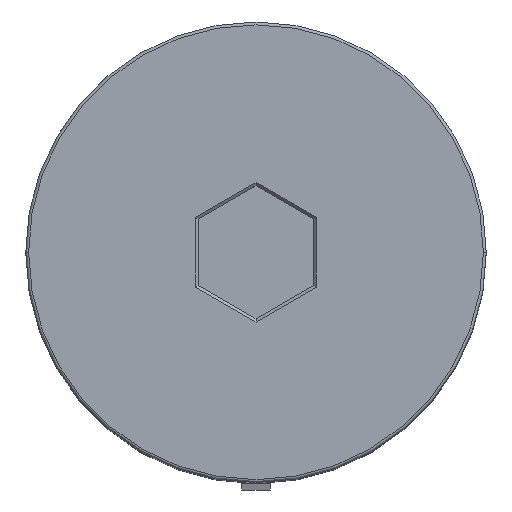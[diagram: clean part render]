
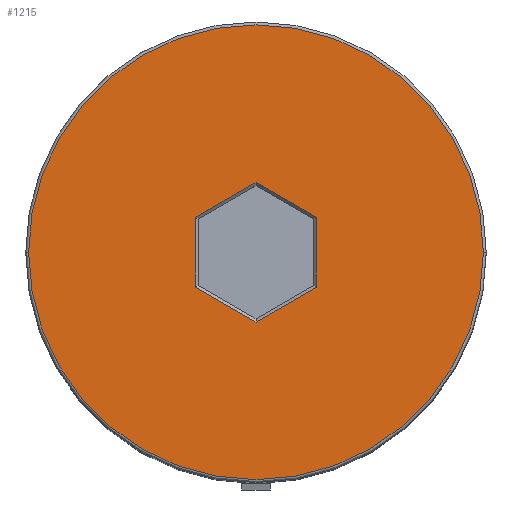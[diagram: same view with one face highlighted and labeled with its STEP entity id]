
A CAD part, top view. The second image highlights one B-rep face of the part: STEP entity #1215.
In plain terms, the highlighted planar face has unit normal (0, 0, 1).
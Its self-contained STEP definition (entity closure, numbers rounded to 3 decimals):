
#15 = CARTESIAN_POINT ( 'NONE',  ( 0., -2.425, 0. ) ) ;
#61 = AXIS2_PLACEMENT_3D ( 'NONE', #1405, #1049, #560 ) ;
#130 = DIRECTION ( 'NONE',  ( 1., 0., 0. ) ) ;
#154 = CARTESIAN_POINT ( 'NONE',  ( -2.1, 1.155, 0. ) ) ;
#169 = CARTESIAN_POINT ( 'NONE',  ( -7.9, 0., 0. ) ) ;
#176 = LINE ( 'NONE', #154, #571 ) ;
#237 = CARTESIAN_POINT ( 'NONE',  ( 0.05, -2.396, 0. ) ) ;
#286 = ORIENTED_EDGE ( 'NONE', *, *, #535, .T. ) ;
#312 = ORIENTED_EDGE ( 'NONE', *, *, #709, .T. ) ;
#389 = FACE_OUTER_BOUND ( 'NONE', #782, .T. ) ;
#444 = VERTEX_POINT ( 'NONE', #15 ) ;
#459 = EDGE_CURVE ( 'NONE', #444, #1909, #760, .T. ) ;
#535 = EDGE_CURVE ( 'NONE', #1399, #444, #1426, .T. ) ;
#560 = DIRECTION ( 'NONE',  ( 1., 0., 0. ) ) ;
#571 = VECTOR ( 'NONE', #831, 1000. ) ;
#585 = DIRECTION ( 'NONE',  ( -0.866, -0.5, 0. ) ) ;
#682 = VERTEX_POINT ( 'NONE', #1358 ) ;
#709 = EDGE_CURVE ( 'NONE', #682, #2029, #1003, .T. ) ;
#760 = LINE ( 'NONE', #902, #990 ) ;
#782 = EDGE_LOOP ( 'NONE', ( #1086, #916 ) ) ;
#815 = ORIENTED_EDGE ( 'NONE', *, *, #1951, .T. ) ;
#831 = DIRECTION ( 'NONE',  ( 0., 1., 0. ) ) ;
#867 = DIRECTION ( 'NONE',  ( 0.866, -0.5, 0. ) ) ;
#898 = FACE_BOUND ( 'NONE', #1127, .T. ) ;
#902 = CARTESIAN_POINT ( 'NONE',  ( -2.05, -1.241, 0. ) ) ;
#916 = ORIENTED_EDGE ( 'NONE', *, *, #1372, .T. ) ;
#922 = AXIS2_PLACEMENT_3D ( 'NONE', #942, #1607, #130 ) ;
#933 = CARTESIAN_POINT ( 'NONE',  ( -2.1, 1.212, 0. ) ) ;
#942 = CARTESIAN_POINT ( 'NONE',  ( 0., 0., 0. ) ) ;
#956 = VECTOR ( 'NONE', #585, 1000. ) ;
#990 = VECTOR ( 'NONE', #1539, 1000. ) ;
#999 = DIRECTION ( 'NONE',  ( 0., 0., 1. ) ) ;
#1003 = LINE ( 'NONE', #1831, #1327 ) ;
#1036 = VERTEX_POINT ( 'NONE', #1160 ) ;
#1049 = DIRECTION ( 'NONE',  ( 0., 0., 1. ) ) ;
#1052 = ORIENTED_EDGE ( 'NONE', *, *, #459, .T. ) ;
#1086 = ORIENTED_EDGE ( 'NONE', *, *, #1574, .T. ) ;
#1127 = EDGE_LOOP ( 'NONE', ( #286, #1052, #815, #1269, #312, #1735 ) ) ;
#1130 = CARTESIAN_POINT ( 'NONE',  ( 2.1, -1.212, 0. ) ) ;
#1160 = CARTESIAN_POINT ( 'NONE',  ( 7.9, 0., 0. ) ) ;
#1172 = CARTESIAN_POINT ( 'NONE',  ( -0.05, 2.396, 0. ) ) ;
#1179 = CARTESIAN_POINT ( 'NONE',  ( 2.1, 1.212, 0. ) ) ;
#1215 = ADVANCED_FACE ( 'NONE', ( #389, #898 ), #2007, .T. ) ;
#1259 = VECTOR ( 'NONE', #1971, 1000. ) ;
#1269 = ORIENTED_EDGE ( 'NONE', *, *, #1915, .T. ) ;
#1288 = VECTOR ( 'NONE', #1603, 1000. ) ;
#1302 = LINE ( 'NONE', #1172, #1259 ) ;
#1312 = VERTEX_POINT ( 'NONE', #933 ) ;
#1321 = DIRECTION ( 'NONE',  ( 1., 0., 0. ) ) ;
#1327 = VECTOR ( 'NONE', #867, 1000. ) ;
#1358 = CARTESIAN_POINT ( 'NONE',  ( 0., 2.425, 0. ) ) ;
#1372 = EDGE_CURVE ( 'NONE', #1528, #1036, #2056, .T. ) ;
#1399 = VERTEX_POINT ( 'NONE', #1130 ) ;
#1405 = CARTESIAN_POINT ( 'NONE',  ( 0., 0., 0. ) ) ;
#1426 = LINE ( 'NONE', #237, #956 ) ;
#1463 = CARTESIAN_POINT ( 'NONE',  ( 0., 0., 0. ) ) ;
#1483 = CIRCLE ( 'NONE', #1623, 7.9 ) ;
#1528 = VERTEX_POINT ( 'NONE', #169 ) ;
#1539 = DIRECTION ( 'NONE',  ( -0.866, 0.5, 0. ) ) ;
#1574 = EDGE_CURVE ( 'NONE', #1036, #1528, #1483, .T. ) ;
#1580 = LINE ( 'NONE', #2051, #1288 ) ;
#1603 = DIRECTION ( 'NONE',  ( 0., -1., 0. ) ) ;
#1607 = DIRECTION ( 'NONE',  ( 0., 0., 1. ) ) ;
#1623 = AXIS2_PLACEMENT_3D ( 'NONE', #1463, #999, #1321 ) ;
#1735 = ORIENTED_EDGE ( 'NONE', *, *, #1856, .T. ) ;
#1805 = CARTESIAN_POINT ( 'NONE',  ( -2.1, -1.212, 0. ) ) ;
#1831 = CARTESIAN_POINT ( 'NONE',  ( 2.05, 1.241, 0. ) ) ;
#1856 = EDGE_CURVE ( 'NONE', #2029, #1399, #1580, .T. ) ;
#1909 = VERTEX_POINT ( 'NONE', #1805 ) ;
#1915 = EDGE_CURVE ( 'NONE', #1312, #682, #1302, .T. ) ;
#1951 = EDGE_CURVE ( 'NONE', #1909, #1312, #176, .T. ) ;
#1971 = DIRECTION ( 'NONE',  ( 0.866, 0.5, 0. ) ) ;
#2007 = PLANE ( 'NONE',  #61 ) ;
#2029 = VERTEX_POINT ( 'NONE', #1179 ) ;
#2051 = CARTESIAN_POINT ( 'NONE',  ( 2.1, -1.155, 0. ) ) ;
#2056 = CIRCLE ( 'NONE', #922, 7.9 ) ;
